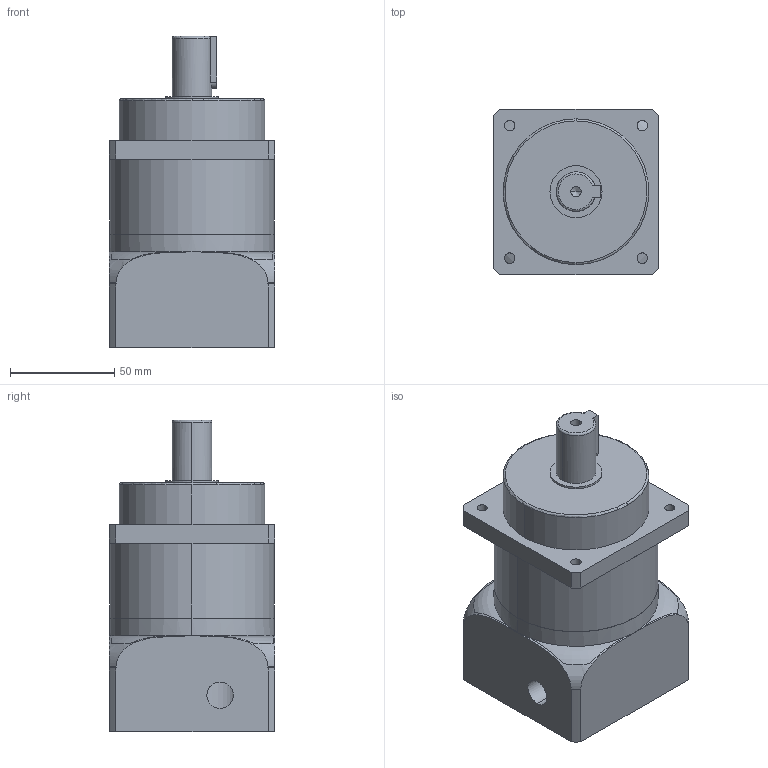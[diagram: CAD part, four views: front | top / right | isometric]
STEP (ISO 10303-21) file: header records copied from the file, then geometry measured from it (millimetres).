
FILE_DESCRIPTION (( 'STEP AP214' ), '1' );
FILE_NAME ('DN080-L1-XX-19-70-90-M6_2022.STEP', '2022-08-16T03:56:04', ( '' ), ( '' ), 'SwSTEP 2.0', 'SolidWorks 2016', '' );
FILE_SCHEMA (( 'AUTOMOTIVE_DESIGN' ));
Length unit declared in the file: millimetre
Products named in the file (1): DN080-L1-XX-19-70-90-M6_2022
Bounding box: 79.5 x 79.5 x 149.5 mm (x, y, z)
Volume: 562878.4 mm3; surface area: 71018.9 mm2
Topology: 1 solids, 5 shells, 184 faces, 466 edges, 304 vertices
Faces by surface type: cylinder 79, plane 74, cone 18, torus 7, bspline 6
Entity records: 7693 total; most frequent: CARTESIAN_POINT 2510, DIRECTION 975, ORIENTED_EDGE 912, EDGE_CURVE 456, AXIS2_PLACEMENT_3D 377, VERTEX_POINT 304, VECTOR 221, LINE 221
